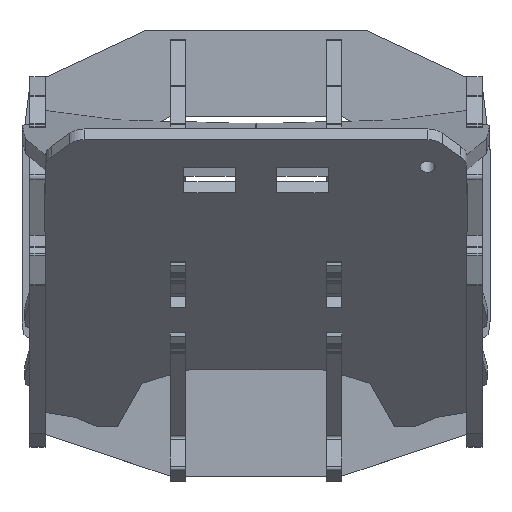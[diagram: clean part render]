
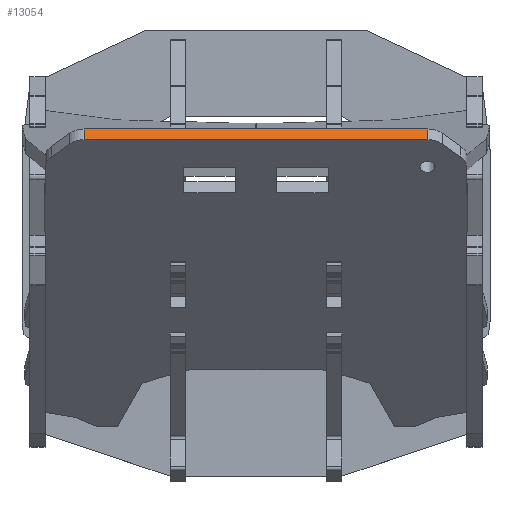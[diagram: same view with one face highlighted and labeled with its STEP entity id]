
A CAD part, top view. The second image highlights one B-rep face of the part: STEP entity #13054.
In plain terms, the highlighted planar face has unit normal (0, 0.707, 0.707).
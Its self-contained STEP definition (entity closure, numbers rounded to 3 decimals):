
#1075=FACE_OUTER_BOUND('',#1769,.T.);
#1769=EDGE_LOOP('',(#10179,#10180,#10181,#10182));
#2706=LINE('',#19471,#4213);
#2827=LINE('',#19753,#4334);
#2832=LINE('',#19764,#4339);
#2949=LINE('',#20033,#4456);
#4213=VECTOR('',#15655,10.);
#4334=VECTOR('',#15908,10.);
#4339=VECTOR('',#15919,10.);
#4456=VECTOR('',#16162,10.);
#5615=VERTEX_POINT('',#19465);
#5617=VERTEX_POINT('',#19469);
#5711=VERTEX_POINT('',#19750);
#5712=VERTEX_POINT('',#19752);
#7126=EDGE_CURVE('',#5615,#5617,#2706,.T.);
#7266=EDGE_CURVE('',#5711,#5712,#2827,.T.);
#7272=EDGE_CURVE('',#5712,#5617,#2832,.T.);
#7407=EDGE_CURVE('',#5711,#5615,#2949,.T.);
#10179=ORIENTED_EDGE('',*,*,#7266,.F.);
#10180=ORIENTED_EDGE('',*,*,#7407,.T.);
#10181=ORIENTED_EDGE('',*,*,#7126,.T.);
#10182=ORIENTED_EDGE('',*,*,#7272,.F.);
#12529=PLANE('',#13867);
#13054=ADVANCED_FACE('',(#1075),#12529,.T.);
#13867=AXIS2_PLACEMENT_3D('',#20032,#16160,#16161);
#15655=DIRECTION('',(0.,0.707,-0.707));
#15908=DIRECTION('',(0.,0.707,-0.707));
#15919=DIRECTION('',(1.,0.,0.));
#16160=DIRECTION('center_axis',(0.,0.707,
0.707));
#16161=DIRECTION('ref_axis',(-1.,0.,0.));
#16162=DIRECTION('',(1.,0.,0.));
#19465=CARTESIAN_POINT('',(27.398,42.912,12.986));
#19469=CARTESIAN_POINT('',(27.398,45.033,10.864));
#19471=CARTESIAN_POINT('',(27.398,45.033,10.864));
#19750=CARTESIAN_POINT('',(-40.101,42.912,12.986));
#19752=CARTESIAN_POINT('',(-40.101,45.033,10.864));
#19753=CARTESIAN_POINT('',(-40.101,45.033,10.864));
#19764=CARTESIAN_POINT('',(-41.758,45.033,10.864));
#20032=CARTESIAN_POINT('Origin',(-6.452,45.033,10.864));
#20033=CARTESIAN_POINT('',(29.054,42.912,12.986));
